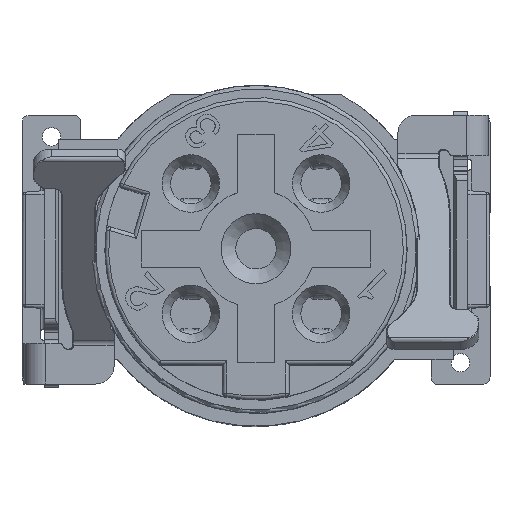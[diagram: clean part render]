
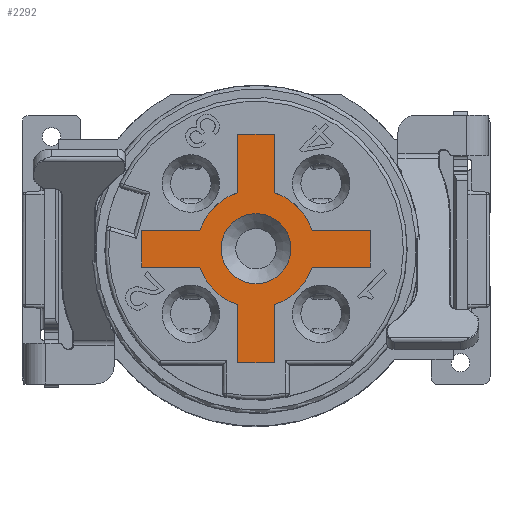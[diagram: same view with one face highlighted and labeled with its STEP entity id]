
A CAD part, top view. The second image highlights one B-rep face of the part: STEP entity #2292.
In plain terms, the highlighted planar face has unit normal (0, 0, 1).
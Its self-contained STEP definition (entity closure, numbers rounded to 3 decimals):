
#1147=FACE_BOUND('',#4703,.T.);
#1148=FACE_BOUND('',#4704,.T.);
#2292=ADVANCED_FACE('',(#1147,#1148),#2959,.F.);
#2959=PLANE('',#18855);
#4703=EDGE_LOOP('',(#8967));
#4704=EDGE_LOOP('',(#8968,#8969,#8970,#8971,#8972,#8973,#8974,#8975,#8976,
#8977,#8978,#8979,#8980,#8981,#8982,#8983));
#5512=CIRCLE('',#18850,0.95);
#5513=CIRCLE('',#18851,1.6);
#5514=CIRCLE('',#18852,1.6);
#5515=CIRCLE('',#18853,1.6);
#5516=CIRCLE('',#18854,1.6);
#8967=ORIENTED_EDGE('',*,*,#13931,.F.);
#8968=ORIENTED_EDGE('',*,*,#13932,.F.);
#8969=ORIENTED_EDGE('',*,*,#13933,.T.);
#8970=ORIENTED_EDGE('',*,*,#13934,.T.);
#8971=ORIENTED_EDGE('',*,*,#13935,.T.);
#8972=ORIENTED_EDGE('',*,*,#13936,.T.);
#8973=ORIENTED_EDGE('',*,*,#13937,.T.);
#8974=ORIENTED_EDGE('',*,*,#13938,.T.);
#8975=ORIENTED_EDGE('',*,*,#13939,.T.);
#8976=ORIENTED_EDGE('',*,*,#13940,.T.);
#8977=ORIENTED_EDGE('',*,*,#13941,.T.);
#8978=ORIENTED_EDGE('',*,*,#13942,.T.);
#8979=ORIENTED_EDGE('',*,*,#13943,.T.);
#8980=ORIENTED_EDGE('',*,*,#13944,.T.);
#8981=ORIENTED_EDGE('',*,*,#13945,.T.);
#8982=ORIENTED_EDGE('',*,*,#13946,.T.);
#8983=ORIENTED_EDGE('',*,*,#13928,.T.);
#11736=VERTEX_POINT('',#29398);
#11738=VERTEX_POINT('',#29401);
#11740=VERTEX_POINT('',#29407);
#11741=VERTEX_POINT('',#29409);
#11742=VERTEX_POINT('',#29411);
#11743=VERTEX_POINT('',#29413);
#11744=VERTEX_POINT('',#29415);
#11745=VERTEX_POINT('',#29417);
#11746=VERTEX_POINT('',#29419);
#11747=VERTEX_POINT('',#29421);
#11748=VERTEX_POINT('',#29423);
#11749=VERTEX_POINT('',#29425);
#11750=VERTEX_POINT('',#29427);
#11751=VERTEX_POINT('',#29429);
#11752=VERTEX_POINT('',#29431);
#11753=VERTEX_POINT('',#29433);
#11754=VERTEX_POINT('',#29435);
#13928=EDGE_CURVE('',#11738,#11736,#15770,.T.);
#13931=EDGE_CURVE('',#11740,#11740,#5512,.T.);
#13932=EDGE_CURVE('',#11741,#11736,#15773,.T.);
#13933=EDGE_CURVE('',#11741,#11742,#15774,.T.);
#13934=EDGE_CURVE('',#11742,#11743,#5513,.T.);
#13935=EDGE_CURVE('',#11743,#11744,#15775,.T.);
#13936=EDGE_CURVE('',#11744,#11745,#15776,.T.);
#13937=EDGE_CURVE('',#11745,#11746,#15777,.T.);
#13938=EDGE_CURVE('',#11746,#11747,#5514,.T.);
#13939=EDGE_CURVE('',#11747,#11748,#15778,.T.);
#13940=EDGE_CURVE('',#11748,#11749,#15779,.T.);
#13941=EDGE_CURVE('',#11749,#11750,#15780,.T.);
#13942=EDGE_CURVE('',#11750,#11751,#5515,.T.);
#13943=EDGE_CURVE('',#11751,#11752,#15781,.T.);
#13944=EDGE_CURVE('',#11752,#11753,#15782,.T.);
#13945=EDGE_CURVE('',#11753,#11754,#15783,.T.);
#13946=EDGE_CURVE('',#11754,#11738,#5516,.T.);
#15770=LINE('',#29400,#17277);
#15773=LINE('',#29408,#17280);
#15774=LINE('',#29410,#17281);
#15775=LINE('',#29414,#17282);
#15776=LINE('',#29416,#17283);
#15777=LINE('',#29418,#17284);
#15778=LINE('',#29422,#17285);
#15779=LINE('',#29424,#17286);
#15780=LINE('',#29426,#17287);
#15781=LINE('',#29430,#17288);
#15782=LINE('',#29432,#17289);
#15783=LINE('',#29434,#17290);
#17277=VECTOR('',#22422,1.);
#17280=VECTOR('',#22429,1.);
#17281=VECTOR('',#22430,1.);
#17282=VECTOR('',#22433,1.);
#17283=VECTOR('',#22434,1.);
#17284=VECTOR('',#22435,1.);
#17285=VECTOR('',#22438,1.);
#17286=VECTOR('',#22439,1.);
#17287=VECTOR('',#22440,1.);
#17288=VECTOR('',#22443,1.);
#17289=VECTOR('',#22444,1.);
#17290=VECTOR('',#22445,1.);
#18850=AXIS2_PLACEMENT_3D('',#29406,#22427,#22428);
#18851=AXIS2_PLACEMENT_3D('',#29412,#22431,#22432);
#18852=AXIS2_PLACEMENT_3D('',#29420,#22436,#22437);
#18853=AXIS2_PLACEMENT_3D('',#29428,#22441,#22442);
#18854=AXIS2_PLACEMENT_3D('',#29436,#22446,#22447);
#18855=AXIS2_PLACEMENT_3D('',#29437,#22448,#22449);
#22422=DIRECTION('',(0.,-1.,0.));
#22427=DIRECTION('',(0.,0.,1.));
#22428=DIRECTION('',(-0.707,0.707,0.));
#22429=DIRECTION('',(-1.,0.,0.));
#22430=DIRECTION('',(0.,1.,0.));
#22431=DIRECTION('',(0.,0.,1.));
#22432=DIRECTION('',(-0.707,0.707,0.));
#22433=DIRECTION('',(1.,0.,0.));
#22434=DIRECTION('',(0.,1.,0.));
#22435=DIRECTION('',(-1.,0.,0.));
#22436=DIRECTION('',(0.,0.,1.));
#22437=DIRECTION('',(-0.707,0.707,0.));
#22438=DIRECTION('',(0.,1.,0.));
#22439=DIRECTION('',(-1.,0.,0.));
#22440=DIRECTION('',(0.,-1.,0.));
#22441=DIRECTION('',(0.,0.,1.));
#22442=DIRECTION('',(-0.707,0.707,0.));
#22443=DIRECTION('',(-1.,0.,0.));
#22444=DIRECTION('',(0.,-1.,0.));
#22445=DIRECTION('',(1.,0.,0.));
#22446=DIRECTION('',(0.,0.,1.));
#22447=DIRECTION('',(-0.707,0.707,0.));
#22448=DIRECTION('',(0.,0.,-1.));
#22449=DIRECTION('',(0.707,-0.707,0.));
#29398=CARTESIAN_POINT('',(7.,4.75,18.1));
#29400=CARTESIAN_POINT('',(7.,6.475,18.1));
#29401=CARTESIAN_POINT('',(7.,6.33,18.1));
#29406=CARTESIAN_POINT('',(7.5,7.85,18.1));
#29407=CARTESIAN_POINT('',(6.828,8.522,18.1));
#29408=CARTESIAN_POINT('',(8.,4.75,18.1));
#29409=CARTESIAN_POINT('',(8.,4.75,18.1));
#29410=CARTESIAN_POINT('',(8.,7.93,18.1));
#29411=CARTESIAN_POINT('',(8.,6.33,18.1));
#29412=CARTESIAN_POINT('',(7.5,7.85,18.1));
#29413=CARTESIAN_POINT('',(9.02,7.35,18.1));
#29414=CARTESIAN_POINT('',(8.875,7.35,18.1));
#29415=CARTESIAN_POINT('',(10.6,7.35,18.1));
#29416=CARTESIAN_POINT('',(10.6,7.25,18.1));
#29417=CARTESIAN_POINT('',(10.6,8.35,18.1));
#29418=CARTESIAN_POINT('',(10.875,8.35,18.1));
#29419=CARTESIAN_POINT('',(9.02,8.35,18.1));
#29420=CARTESIAN_POINT('',(7.5,7.85,18.1));
#29421=CARTESIAN_POINT('',(8.,9.37,18.1));
#29422=CARTESIAN_POINT('',(8.,9.225,18.1));
#29423=CARTESIAN_POINT('',(8.,10.95,18.1));
#29424=CARTESIAN_POINT('',(8.1,10.95,18.1));
#29425=CARTESIAN_POINT('',(7.,10.95,18.1));
#29426=CARTESIAN_POINT('',(7.,7.93,18.1));
#29427=CARTESIAN_POINT('',(7.,9.37,18.1));
#29428=CARTESIAN_POINT('',(7.5,7.85,18.1));
#29429=CARTESIAN_POINT('',(5.98,8.35,18.1));
#29430=CARTESIAN_POINT('',(7.42,8.35,18.1));
#29431=CARTESIAN_POINT('',(4.4,8.35,18.1));
#29432=CARTESIAN_POINT('',(4.4,8.45,18.1));
#29433=CARTESIAN_POINT('',(4.4,7.35,18.1));
#29434=CARTESIAN_POINT('',(7.42,7.35,18.1));
#29435=CARTESIAN_POINT('',(5.98,7.35,18.1));
#29436=CARTESIAN_POINT('',(7.5,7.85,18.1));
#29437=CARTESIAN_POINT('',(7.42,7.93,18.1));
